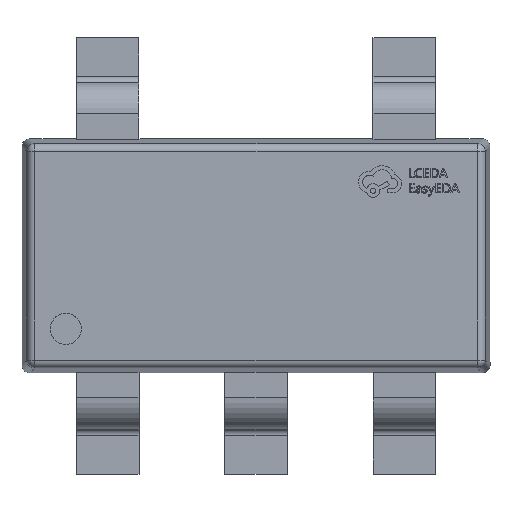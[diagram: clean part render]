
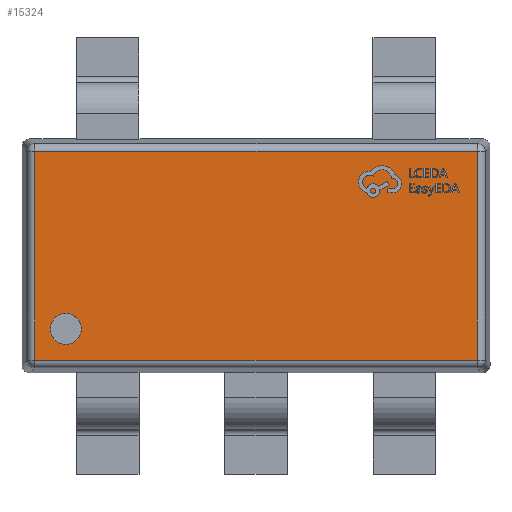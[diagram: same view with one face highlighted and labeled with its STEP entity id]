
A CAD part, top view. The second image highlights one B-rep face of the part: STEP entity #15324.
In plain terms, the highlighted planar face has unit normal (0, 0, 1).
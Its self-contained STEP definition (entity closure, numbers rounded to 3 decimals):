
#214 = CARTESIAN_POINT ( 'NONE',  ( 1.419, -0.669, 0.4 ) ) ;
#280 = DIRECTION ( 'NONE',  ( -1., 0., 0. ) ) ;
#563 = EDGE_CURVE ( 'NONE', #8948, #17122, #7948, .T. ) ;
#635 = VERTEX_POINT ( 'NONE', #214 ) ;
#874 = FACE_BOUND ( 'NONE', #11182, .T. ) ;
#952 = EDGE_CURVE ( 'NONE', #11694, #1566, #9419, .T. ) ;
#1069 = CARTESIAN_POINT ( 'NONE',  ( 0., -0.669, 0.4 ) ) ;
#1109 = VERTEX_POINT ( 'NONE', #14550 ) ;
#1400 = VECTOR ( 'NONE', #9522, 1000. ) ;
#1566 = VERTEX_POINT ( 'NONE', #6386 ) ;
#2312 = ORIENTED_EDGE ( 'NONE', *, *, #563, .F. ) ;
#2373 = LINE ( 'NONE', #1069, #11133 ) ;
#3102 = VECTOR ( 'NONE', #280, 1000. ) ;
#3473 = PLANE ( 'NONE',  #12200 ) ;
#4413 = DIRECTION ( 'NONE',  ( -1., 0., 0. ) ) ;
#4738 = ORIENTED_EDGE ( 'NONE', *, *, #15319, .T. ) ;
#4973 = FACE_OUTER_BOUND ( 'NONE', #7411, .T. ) ;
#5014 = AXIS2_PLACEMENT_3D ( 'NONE', #6493, #6580, #9623 ) ;
#5257 = CARTESIAN_POINT ( 'NONE',  ( 0., 0., 0.4 ) ) ;
#6194 = CARTESIAN_POINT ( 'NONE',  ( -1.419, 0.669, 0.4 ) ) ;
#6386 = CARTESIAN_POINT ( 'NONE',  ( -1.419, -0.669, 0.4 ) ) ;
#6493 = CARTESIAN_POINT ( 'NONE',  ( -1.219, -0.469, 0.4 ) ) ;
#6580 = DIRECTION ( 'NONE',  ( 0., 0., 1. ) ) ;
#6716 = ORIENTED_EDGE ( 'NONE', *, *, #952, .T. ) ;
#6760 = DIRECTION ( 'NONE',  ( 1., 0., 0. ) ) ;
#6869 = EDGE_CURVE ( 'NONE', #17122, #8948, #18413, .T. ) ;
#7299 = LINE ( 'NONE', #15779, #3102 ) ;
#7411 = EDGE_LOOP ( 'NONE', ( #4738, #11200, #6716, #18004 ) ) ;
#7945 = DIRECTION ( 'NONE',  ( 0., 1., 0. ) ) ;
#7948 = CIRCLE ( 'NONE', #15709, 0.1 ) ;
#8948 = VERTEX_POINT ( 'NONE', #13240 ) ;
#9419 = LINE ( 'NONE', #17927, #1400 ) ;
#9522 = DIRECTION ( 'NONE',  ( 0., -1., 0. ) ) ;
#9623 = DIRECTION ( 'NONE',  ( -1., 0., 0. ) ) ;
#9753 = CARTESIAN_POINT ( 'NONE',  ( -1.319, -0.469, 0.4 ) ) ;
#10646 = EDGE_CURVE ( 'NONE', #1566, #635, #2373, .T. ) ;
#10697 = EDGE_CURVE ( 'NONE', #1109, #11694, #7299, .T. ) ;
#11133 = VECTOR ( 'NONE', #6760, 1000. ) ;
#11182 = EDGE_LOOP ( 'NONE', ( #13138, #2312 ) ) ;
#11200 = ORIENTED_EDGE ( 'NONE', *, *, #10697, .T. ) ;
#11526 = CARTESIAN_POINT ( 'NONE',  ( -1.219, -0.469, 0.4 ) ) ;
#11694 = VERTEX_POINT ( 'NONE', #6194 ) ;
#12200 = AXIS2_PLACEMENT_3D ( 'NONE', #5257, #18018, #12414 ) ;
#12414 = DIRECTION ( 'NONE',  ( 1., 0., 0. ) ) ;
#13138 = ORIENTED_EDGE ( 'NONE', *, *, #6869, .F. ) ;
#13240 = CARTESIAN_POINT ( 'NONE',  ( -1.119, -0.469, 0.4 ) ) ;
#14550 = CARTESIAN_POINT ( 'NONE',  ( 1.419, 0.669, 0.4 ) ) ;
#15319 = EDGE_CURVE ( 'NONE', #635, #1109, #17747, .T. ) ;
#15324 = ADVANCED_FACE ( 'NONE', ( #874, #4973 ), #3473, .F. ) ;
#15709 = AXIS2_PLACEMENT_3D ( 'NONE', #11526, #17230, #4413 ) ;
#15779 = CARTESIAN_POINT ( 'NONE',  ( 0., 0.669, 0.4 ) ) ;
#16062 = VECTOR ( 'NONE', #7945, 1000. ) ;
#17122 = VERTEX_POINT ( 'NONE', #9753 ) ;
#17230 = DIRECTION ( 'NONE',  ( 0., 0., 1. ) ) ;
#17747 = LINE ( 'NONE', #17837, #16062 ) ;
#17837 = CARTESIAN_POINT ( 'NONE',  ( 1.419, 0., 0.4 ) ) ;
#17927 = CARTESIAN_POINT ( 'NONE',  ( -1.419, 0., 0.4 ) ) ;
#18004 = ORIENTED_EDGE ( 'NONE', *, *, #10646, .T. ) ;
#18018 = DIRECTION ( 'NONE',  ( 0., 0., -1. ) ) ;
#18413 = CIRCLE ( 'NONE', #5014, 0.1 ) ;
